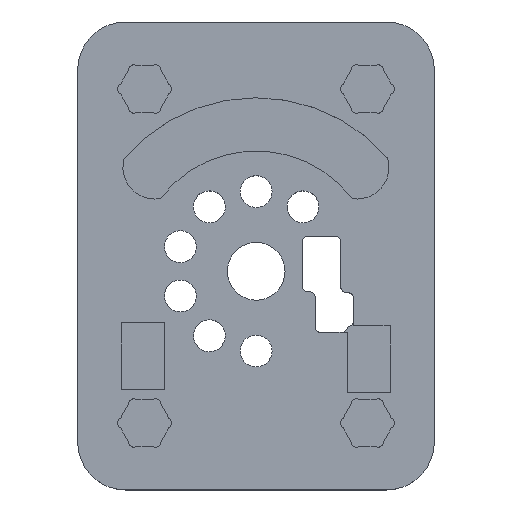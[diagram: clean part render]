
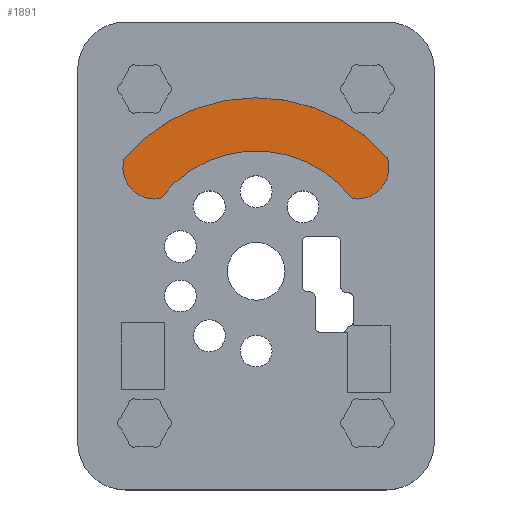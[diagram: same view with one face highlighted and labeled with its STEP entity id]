
A CAD part, top view. The second image highlights one B-rep face of the part: STEP entity #1891.
In plain terms, the highlighted planar face has unit normal (0, 0, 1).
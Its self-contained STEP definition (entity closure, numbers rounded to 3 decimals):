
#39=PLANE('',#2016);
#96=FACE_OUTER_BOUND('',#199,.T.);
#199=EDGE_LOOP('',(#1283,#1284,#1285,#1286));
#692=CIRCLE('',#2005,15.106);
#694=CIRCLE('',#2008,4.);
#696=CIRCLE('',#2011,21.786);
#698=CIRCLE('',#2014,4.);
#792=VERTEX_POINT('',#2802);
#793=VERTEX_POINT('',#2803);
#796=VERTEX_POINT('',#2811);
#798=VERTEX_POINT('',#2817);
#982=EDGE_CURVE('',#792,#793,#692,.F.);
#986=EDGE_CURVE('',#793,#796,#694,.F.);
#989=EDGE_CURVE('',#796,#798,#696,.F.);
#992=EDGE_CURVE('',#798,#792,#698,.F.);
#1283=ORIENTED_EDGE('',*,*,#989,.T.);
#1284=ORIENTED_EDGE('',*,*,#992,.T.);
#1285=ORIENTED_EDGE('',*,*,#982,.T.);
#1286=ORIENTED_EDGE('',*,*,#986,.T.);
#1891=ADVANCED_FACE('',(#96),#39,.F.);
#2005=AXIS2_PLACEMENT_3D('',#2804,#2211,#2212);
#2008=AXIS2_PLACEMENT_3D('',#2812,#2219,#2220);
#2011=AXIS2_PLACEMENT_3D('',#2818,#2226,#2227);
#2014=AXIS2_PLACEMENT_3D('',#2823,#2233,#2234);
#2016=AXIS2_PLACEMENT_3D('',#2825,#2237,#2238);
#2211=DIRECTION('center_axis',(0.,0.,1.));
#2212=DIRECTION('ref_axis',(-1.,0.,0.));
#2219=DIRECTION('center_axis',(0.,0.,-1.));
#2220=DIRECTION('ref_axis',(-1.,0.,0.));
#2226=DIRECTION('center_axis',(0.,0.,-1.));
#2227=DIRECTION('ref_axis',(-1.,0.,0.));
#2233=DIRECTION('center_axis',(0.,0.,-1.));
#2234=DIRECTION('ref_axis',(-1.,0.,0.));
#2237=DIRECTION('center_axis',(0.,0.,-1.));
#2238=DIRECTION('ref_axis',(-1.,0.,0.));
#2802=CARTESIAN_POINT('',(10.371,36.571,-2.2));
#2803=CARTESIAN_POINT('',(34.443,36.56,-2.2));
#2804=CARTESIAN_POINT('Origin',(22.403,27.438,-2.2));
#2811=CARTESIAN_POINT('',(38.904,41.662,-2.2));
#2812=CARTESIAN_POINT('Origin',(35.074,40.51,-2.2));
#2817=CARTESIAN_POINT('',(5.814,41.561,-2.2));
#2818=CARTESIAN_POINT('Origin',(22.403,27.438,-2.2));
#2823=CARTESIAN_POINT('Origin',(9.674,40.51,-2.2));
#2825=CARTESIAN_POINT('Origin',(22.374,42.867,-2.2));
